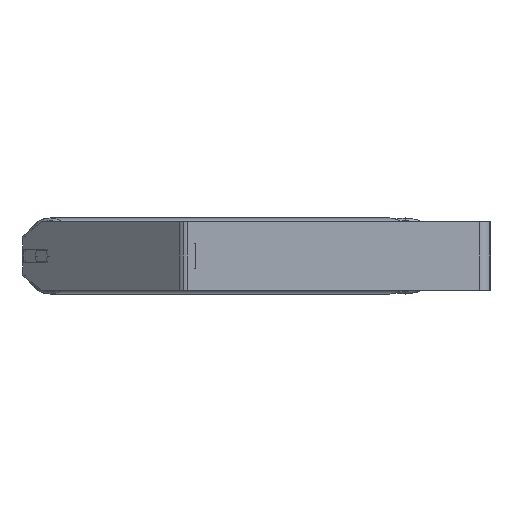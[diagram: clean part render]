
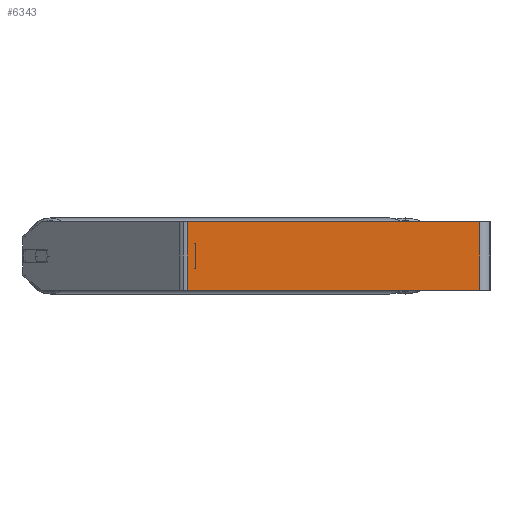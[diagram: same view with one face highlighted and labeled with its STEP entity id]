
A CAD part, left-side view. The second image highlights one B-rep face of the part: STEP entity #6343.
In plain terms, the highlighted planar face has unit normal (-1, 0, 0).
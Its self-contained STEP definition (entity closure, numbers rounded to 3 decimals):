
#31 = EDGE_CURVE ( 'NONE', #1244, #7372, #700, .T. ) ;
#700 = LINE ( 'NONE', #3498, #7246 ) ;
#713 = FACE_OUTER_BOUND ( 'NONE', #6247, .T. ) ;
#755 = PLANE ( 'NONE',  #3230 ) ;
#760 = DIRECTION ( 'NONE',  ( 0., -1., 0. ) ) ;
#1188 = LINE ( 'NONE', #7340, #4207 ) ;
#1244 = VERTEX_POINT ( 'NONE', #5547 ) ;
#1275 = DIRECTION ( 'NONE',  ( 0., 0., -1. ) ) ;
#1483 = VERTEX_POINT ( 'NONE', #6550 ) ;
#1682 = CARTESIAN_POINT ( 'NONE',  ( -900., 353.901, 40. ) ) ;
#2043 = CARTESIAN_POINT ( 'NONE',  ( -900., 358.871, 40. ) ) ;
#2431 = DIRECTION ( 'NONE',  ( 0., 0., -1. ) ) ;
#2715 = LINE ( 'NONE', #3379, #3488 ) ;
#2751 = DIRECTION ( 'NONE',  ( 1., 0., 0. ) ) ;
#2786 = DIRECTION ( 'NONE',  ( 0., -1., 0. ) ) ;
#2968 = EDGE_CURVE ( 'NONE', #8681, #1483, #2715, .T. ) ;
#3053 = LINE ( 'NONE', #5805, #7146 ) ;
#3230 = AXIS2_PLACEMENT_3D ( 'NONE', #2043, #2751, #3418 ) ;
#3379 = CARTESIAN_POINT ( 'NONE',  ( -900., 358.871, 40. ) ) ;
#3418 = DIRECTION ( 'NONE',  ( 0., 0., -1. ) ) ;
#3488 = VECTOR ( 'NONE', #760, 1000. ) ;
#3498 = CARTESIAN_POINT ( 'NONE',  ( -900., 358.871, -40. ) ) ;
#3965 = EDGE_CURVE ( 'NONE', #1483, #7372, #1188, .T. ) ;
#4148 = ORIENTED_EDGE ( 'NONE', *, *, #8709, .T. ) ;
#4207 = VECTOR ( 'NONE', #1275, 1000. ) ;
#5547 = CARTESIAN_POINT ( 'NONE',  ( -900., 353.901, -40. ) ) ;
#5805 = CARTESIAN_POINT ( 'NONE',  ( -900., 353.901, 40. ) ) ;
#6073 = ORIENTED_EDGE ( 'NONE', *, *, #2968, .F. ) ;
#6247 = EDGE_LOOP ( 'NONE', ( #7864, #7101, #6073, #4148 ) ) ;
#6343 = ADVANCED_FACE ( 'NONE', ( #713 ), #755, .F. ) ;
#6550 = CARTESIAN_POINT ( 'NONE',  ( -900., 12., 40. ) ) ;
#7101 = ORIENTED_EDGE ( 'NONE', *, *, #3965, .F. ) ;
#7146 = VECTOR ( 'NONE', #2431, 1000. ) ;
#7246 = VECTOR ( 'NONE', #2786, 1000. ) ;
#7340 = CARTESIAN_POINT ( 'NONE',  ( -900., 12., 40. ) ) ;
#7372 = VERTEX_POINT ( 'NONE', #8754 ) ;
#7864 = ORIENTED_EDGE ( 'NONE', *, *, #31, .T. ) ;
#8681 = VERTEX_POINT ( 'NONE', #1682 ) ;
#8709 = EDGE_CURVE ( 'NONE', #8681, #1244, #3053, .T. ) ;
#8754 = CARTESIAN_POINT ( 'NONE',  ( -900., 12., -40. ) ) ;
